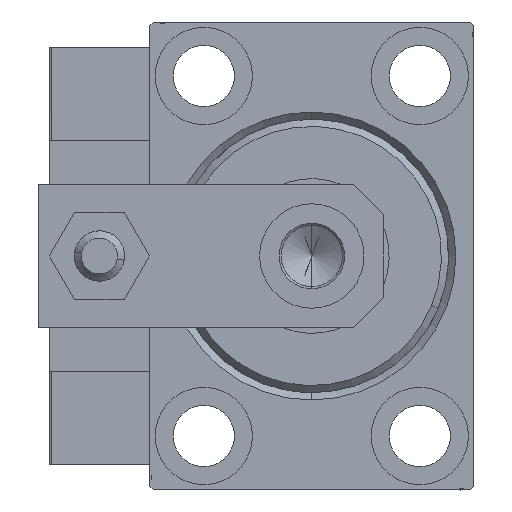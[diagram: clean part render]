
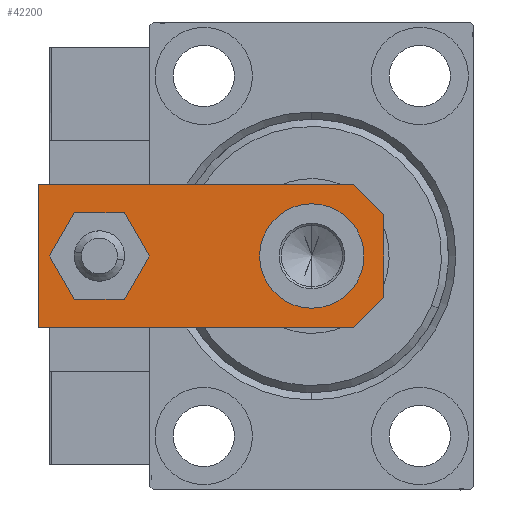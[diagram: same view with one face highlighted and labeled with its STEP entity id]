
A CAD part, left-side view. The second image highlights one B-rep face of the part: STEP entity #42200.
In plain terms, the highlighted face is planar.
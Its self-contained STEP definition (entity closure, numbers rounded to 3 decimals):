
#659 = CARTESIAN_POINT ( 'NONE',  ( 0., 39.5, 6. ) ) ;
#2406 = FACE_BOUND ( 'NONE', #4172, .T. ) ;
#2409 = CARTESIAN_POINT ( 'NONE',  ( 10., 4.24, 6. ) ) ;
#2447 = EDGE_CURVE ( 'NONE', #44909, #27395, #48960, .T. ) ;
#2788 = DIRECTION ( 'NONE',  ( -1., 0., 0. ) ) ;
#3131 = EDGE_CURVE ( 'NONE', #16941, #44909, #10774, .T. ) ;
#3590 = CARTESIAN_POINT ( 'NONE',  ( -2.88, -2.88, 6. ) ) ;
#3717 = DIRECTION ( 'NONE',  ( 0., 0., 1. ) ) ;
#3733 = CARTESIAN_POINT ( 'NONE',  ( 4., 39.5, 6. ) ) ;
#4172 = EDGE_LOOP ( 'NONE', ( #20717, #32343 ) ) ;
#4676 = AXIS2_PLACEMENT_3D ( 'NONE', #15462, #39404, #8934 ) ;
#5230 = DIRECTION ( 'NONE',  ( 1., 0., 0. ) ) ;
#5627 = ORIENTED_EDGE ( 'NONE', *, *, #25350, .T. ) ;
#5776 = DIRECTION ( 'NONE',  ( 0.707, 0.707, 0. ) ) ;
#6103 = LINE ( 'NONE', #25927, #32059 ) ;
#7918 = EDGE_LOOP ( 'NONE', ( #45410, #38136 ) ) ;
#8934 = DIRECTION ( 'NONE',  ( 1., 0., 0. ) ) ;
#10774 = LINE ( 'NONE', #38303, #40370 ) ;
#10790 = VERTEX_POINT ( 'NONE', #19552 ) ;
#10898 = EDGE_CURVE ( 'NONE', #27395, #17924, #31641, .T. ) ;
#11274 = EDGE_CURVE ( 'NONE', #27789, #36132, #39068, .T. ) ;
#12073 = DIRECTION ( 'NONE',  ( 0.707, -0.707, 0. ) ) ;
#13143 = CARTESIAN_POINT ( 'NONE',  ( -10., 48., 6. ) ) ;
#14265 = PLANE ( 'NONE',  #25329 ) ;
#14516 = CARTESIAN_POINT ( 'NONE',  ( 0., 0., 6. ) ) ;
#15269 = FACE_OUTER_BOUND ( 'NONE', #41494, .T. ) ;
#15462 = CARTESIAN_POINT ( 'NONE',  ( 0., 10., 6. ) ) ;
#15516 = EDGE_CURVE ( 'NONE', #36132, #27789, #24463, .T. ) ;
#16617 = DIRECTION ( 'NONE',  ( 1., 0., 0. ) ) ;
#16941 = VERTEX_POINT ( 'NONE', #50971 ) ;
#17924 = VERTEX_POINT ( 'NONE', #21823 ) ;
#18647 = DIRECTION ( 'NONE',  ( 0., 0., 1. ) ) ;
#18815 = ORIENTED_EDGE ( 'NONE', *, *, #26770, .T. ) ;
#19273 = CARTESIAN_POINT ( 'NONE',  ( 0., 39.5, 6. ) ) ;
#19552 = CARTESIAN_POINT ( 'NONE',  ( 5.76, 0., 6. ) ) ;
#20178 = VECTOR ( 'NONE', #12073, 1000. ) ;
#20480 = AXIS2_PLACEMENT_3D ( 'NONE', #38998, #3717, #5230 ) ;
#20717 = ORIENTED_EDGE ( 'NONE', *, *, #44489, .F. ) ;
#21223 = CARTESIAN_POINT ( 'NONE',  ( 7.25, 10., 6. ) ) ;
#21823 = CARTESIAN_POINT ( 'NONE',  ( -5.76, 0., 6. ) ) ;
#23592 = ORIENTED_EDGE ( 'NONE', *, *, #3131, .T. ) ;
#23812 = DIRECTION ( 'NONE',  ( 0., -1., 0. ) ) ;
#24463 = CIRCLE ( 'NONE', #46676, 4. ) ;
#24742 = DIRECTION ( 'NONE',  ( 0., 1., 0. ) ) ;
#25329 = AXIS2_PLACEMENT_3D ( 'NONE', #14516, #18647, #33814 ) ;
#25350 = EDGE_CURVE ( 'NONE', #17924, #10790, #6103, .T. ) ;
#25927 = CARTESIAN_POINT ( 'NONE',  ( -10., 0., 6. ) ) ;
#26113 = ORIENTED_EDGE ( 'NONE', *, *, #33668, .T. ) ;
#26770 = EDGE_CURVE ( 'NONE', #36010, #16941, #48432, .T. ) ;
#26870 = CARTESIAN_POINT ( 'NONE',  ( -4., 39.5, 6. ) ) ;
#26886 = CIRCLE ( 'NONE', #4676, 7.25 ) ;
#26986 = DIRECTION ( 'NONE',  ( 0., 0., 1. ) ) ;
#27395 = VERTEX_POINT ( 'NONE', #27736 ) ;
#27736 = CARTESIAN_POINT ( 'NONE',  ( -10., 4.24, 6. ) ) ;
#27789 = VERTEX_POINT ( 'NONE', #3733 ) ;
#28938 = ORIENTED_EDGE ( 'NONE', *, *, #2447, .T. ) ;
#28981 = VERTEX_POINT ( 'NONE', #43854 ) ;
#29619 = CARTESIAN_POINT ( 'NONE',  ( 10., 0., 6. ) ) ;
#29752 = VECTOR ( 'NONE', #23812, 1000. ) ;
#31641 = LINE ( 'NONE', #3590, #20178 ) ;
#32059 = VECTOR ( 'NONE', #33892, 1000. ) ;
#32343 = ORIENTED_EDGE ( 'NONE', *, *, #36786, .F. ) ;
#33668 = EDGE_CURVE ( 'NONE', #10790, #36010, #41056, .T. ) ;
#33814 = DIRECTION ( 'NONE',  ( 1., 0., 0. ) ) ;
#33892 = DIRECTION ( 'NONE',  ( 1., 0., 0. ) ) ;
#35418 = VECTOR ( 'NONE', #24742, 1000. ) ;
#36010 = VERTEX_POINT ( 'NONE', #2409 ) ;
#36132 = VERTEX_POINT ( 'NONE', #26870 ) ;
#36786 = EDGE_CURVE ( 'NONE', #45994, #28981, #26886, .T. ) ;
#37687 = FACE_BOUND ( 'NONE', #7918, .T. ) ;
#38136 = ORIENTED_EDGE ( 'NONE', *, *, #11274, .F. ) ;
#38303 = CARTESIAN_POINT ( 'NONE',  ( 10., 48., 6. ) ) ;
#38567 = DIRECTION ( 'NONE',  ( 1., 0., 0. ) ) ;
#38998 = CARTESIAN_POINT ( 'NONE',  ( 0., 10., 6. ) ) ;
#39068 = CIRCLE ( 'NONE', #49788, 4. ) ;
#39404 = DIRECTION ( 'NONE',  ( 0., 0., 1. ) ) ;
#39638 = VECTOR ( 'NONE', #5776, 1000. ) ;
#40081 = CARTESIAN_POINT ( 'NONE',  ( -10., 48., 6. ) ) ;
#40370 = VECTOR ( 'NONE', #2788, 1000. ) ;
#41056 = LINE ( 'NONE', #48272, #39638 ) ;
#41494 = EDGE_LOOP ( 'NONE', ( #28938, #44001, #5627, #26113, #18815, #23592 ) ) ;
#42200 = ADVANCED_FACE ( 'NONE', ( #37687, #15269, #2406 ), #14265, .T. ) ;
#42697 = CIRCLE ( 'NONE', #20480, 7.25 ) ;
#43854 = CARTESIAN_POINT ( 'NONE',  ( -7.25, 10., 6. ) ) ;
#44001 = ORIENTED_EDGE ( 'NONE', *, *, #10898, .T. ) ;
#44489 = EDGE_CURVE ( 'NONE', #28981, #45994, #42697, .T. ) ;
#44909 = VERTEX_POINT ( 'NONE', #40081 ) ;
#45410 = ORIENTED_EDGE ( 'NONE', *, *, #15516, .F. ) ;
#45994 = VERTEX_POINT ( 'NONE', #21223 ) ;
#46676 = AXIS2_PLACEMENT_3D ( 'NONE', #19273, #26986, #38567 ) ;
#47797 = DIRECTION ( 'NONE',  ( 0., 0., 1. ) ) ;
#48272 = CARTESIAN_POINT ( 'NONE',  ( 2.88, -2.88, 6. ) ) ;
#48432 = LINE ( 'NONE', #29619, #35418 ) ;
#48960 = LINE ( 'NONE', #13143, #29752 ) ;
#49788 = AXIS2_PLACEMENT_3D ( 'NONE', #659, #47797, #16617 ) ;
#50971 = CARTESIAN_POINT ( 'NONE',  ( 10., 48., 6. ) ) ;
